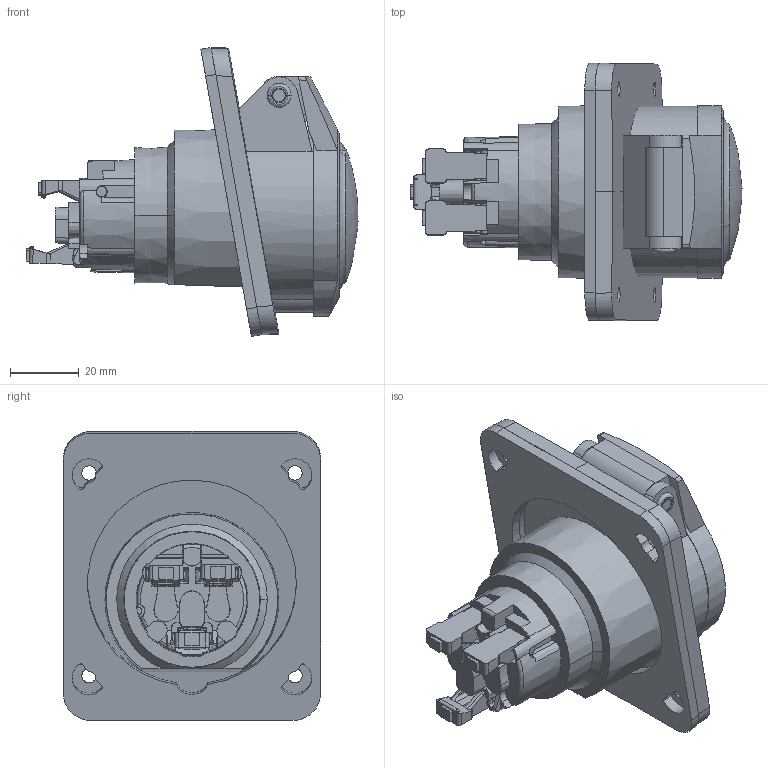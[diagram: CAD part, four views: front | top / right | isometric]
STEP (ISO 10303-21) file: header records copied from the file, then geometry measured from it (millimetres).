
FILE_DESCRIPTION((''),'2;1');
FILE_NAME('GW62205FH_SW0001','2020-10-08T15:54:02',('user'),('Axiro Italia'),'CREO PARAMETRIC BY PTC INC, 2020074','CREO PARAMETRIC BY PTC INC, 2020074','');
FILE_SCHEMA(('CONFIG_CONTROL_DESIGN'));
Length unit declared in the file: millimetre
Products named in the file (1): GW62205FH_SW0001
Bounding box: 96.76 x 75 x 84.23 mm (x, y, z)
Volume: 166359.3 mm3; surface area: 31805.3 mm2
Topology: 1 solids, 1 shells, 603 faces, 1774 edges, 1164 vertices
Faces by surface type: plane 336, cylinder 177, cone 37, bspline 37, torus 12, sphere 4
Entity records: 24385 total; most frequent: CARTESIAN_POINT 9262, ORIENTED_EDGE 3532, DIRECTION 2606, EDGE_CURVE 1766, VERTEX_POINT 1164, VECTOR 966, LINE 966, AXIS2_PLACEMENT_3D 820
